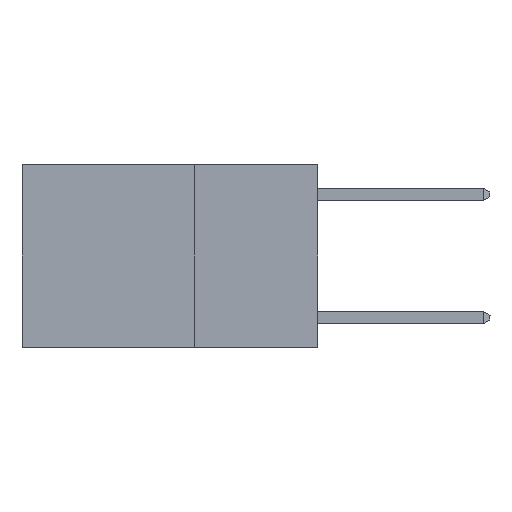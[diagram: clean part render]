
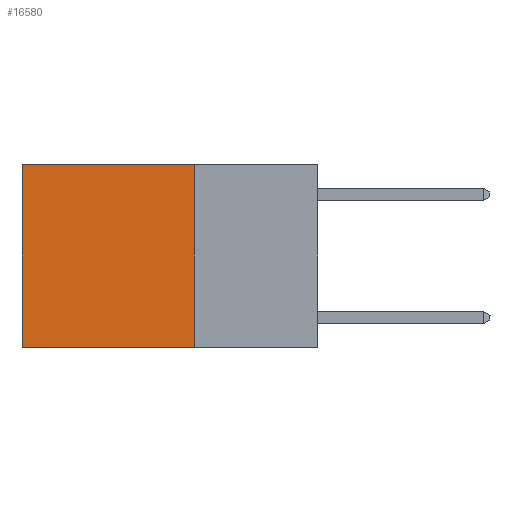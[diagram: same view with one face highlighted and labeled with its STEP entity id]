
A CAD part, left-side view. The second image highlights one B-rep face of the part: STEP entity #16580.
In plain terms, the highlighted planar face has unit normal (-1, 0, 0).
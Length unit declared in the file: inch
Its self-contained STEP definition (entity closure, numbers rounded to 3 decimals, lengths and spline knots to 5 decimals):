
#111 = VERTEX_POINT ( 'NONE', #4405 ) ;
#559 = VECTOR ( 'NONE', #10424, 39.37008 ) ;
#628 = CARTESIAN_POINT ( 'NONE',  ( 0.2625, 0.25, 0. ) ) ;
#686 = EDGE_CURVE ( 'NONE', #111, #10430, #15663, .T. ) ;
#1042 = DIRECTION ( 'NONE',  ( 1., 0., 0. ) ) ;
#1519 = LINE ( 'NONE', #15679, #4818 ) ;
#1904 = EDGE_CURVE ( 'NONE', #10430, #15411, #4036, .T. ) ;
#2157 = CARTESIAN_POINT ( 'NONE',  ( 0.2625, 0.6, -0.37 ) ) ;
#2189 = CARTESIAN_POINT ( 'NONE',  ( 0.2625, 0.25, -0.37 ) ) ;
#2289 = VECTOR ( 'NONE', #6199, 39.37008 ) ;
#2886 = FACE_OUTER_BOUND ( 'NONE', #5581, .T. ) ;
#3403 = CARTESIAN_POINT ( 'NONE',  ( 0.2625, 0.6, 0. ) ) ;
#3810 = EDGE_CURVE ( 'NONE', #111, #7273, #16803, .T. ) ;
#4036 = LINE ( 'NONE', #3403, #14585 ) ;
#4405 = CARTESIAN_POINT ( 'NONE',  ( 0.2625, 0.25, 0. ) ) ;
#4791 = DIRECTION ( 'NONE',  ( 0., 0., -1. ) ) ;
#4818 = VECTOR ( 'NONE', #16936, 39.37008 ) ;
#5581 = EDGE_LOOP ( 'NONE', ( #5686, #5866, #5943, #5981 ) ) ;
#5686 = ORIENTED_EDGE ( 'NONE', *, *, #1904, .T. ) ;
#5866 = ORIENTED_EDGE ( 'NONE', *, *, #14048, .F. ) ;
#5943 = ORIENTED_EDGE ( 'NONE', *, *, #3810, .F. ) ;
#5981 = ORIENTED_EDGE ( 'NONE', *, *, #686, .T. ) ;
#6199 = DIRECTION ( 'NONE',  ( 0., 0., -1. ) ) ;
#7273 = VERTEX_POINT ( 'NONE', #2189 ) ;
#9445 = CARTESIAN_POINT ( 'NONE',  ( 0.2625, 0.25, 0. ) ) ;
#9640 = CARTESIAN_POINT ( 'NONE',  ( 0.2625, 0.25, 0. ) ) ;
#10421 = AXIS2_PLACEMENT_3D ( 'NONE', #9445, #1042, #10862 ) ;
#10424 = DIRECTION ( 'NONE',  ( 0., 1., 0. ) ) ;
#10430 = VERTEX_POINT ( 'NONE', #16136 ) ;
#10862 = DIRECTION ( 'NONE',  ( 0., 0., -1. ) ) ;
#14048 = EDGE_CURVE ( 'NONE', #7273, #15411, #1519, .T. ) ;
#14585 = VECTOR ( 'NONE', #4791, 39.37008 ) ;
#15411 = VERTEX_POINT ( 'NONE', #2157 ) ;
#15663 = LINE ( 'NONE', #9640, #559 ) ;
#15679 = CARTESIAN_POINT ( 'NONE',  ( 0.2625, 0.25, -0.37 ) ) ;
#16136 = CARTESIAN_POINT ( 'NONE',  ( 0.2625, 0.6, 0. ) ) ;
#16580 = ADVANCED_FACE ( 'NONE', ( #2886 ), #17359, .F. ) ;
#16803 = LINE ( 'NONE', #628, #2289 ) ;
#16936 = DIRECTION ( 'NONE',  ( 0., 1., 0. ) ) ;
#17359 = PLANE ( 'NONE',  #10421 ) ;
